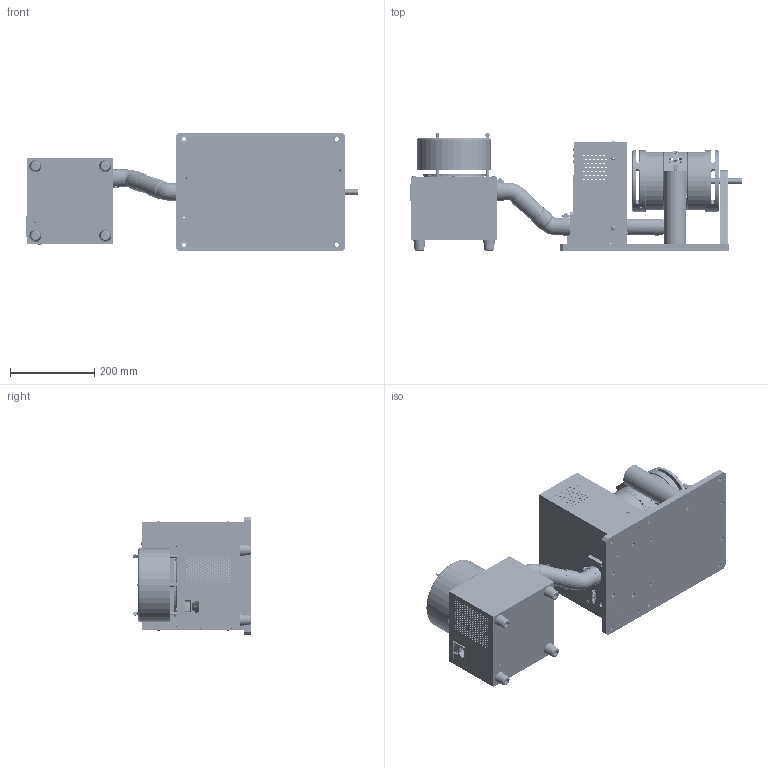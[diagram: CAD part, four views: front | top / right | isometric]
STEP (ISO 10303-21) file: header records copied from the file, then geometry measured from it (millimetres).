
FILE_DESCRIPTION (( 'STEP AP203' ), '1' );
FILE_NAME ('HD-715-XC1-0100_A.stp', '2022-07-15T14:54:33', ( '' ), ( '' ), 'SwSTEP 2.0', 'SolidWorks 2020', '' );
FILE_SCHEMA (( 'CONFIG_CONTROL_DESIGN' ));
Length unit declared in the file: millimetre
Products named in the file (1): HD-715-XC1-0100_A
Bounding box: 786.52 x 278.45 x 279.4 mm (x, y, z)
Surface area: 1503237.6 mm2 (no closed solid volume)
Topology: 0 solids, 219 shells, 1965 faces, 8800 edges, 6913 vertices
Faces by surface type: cylinder 1132, plane 648, torus 72, cone 67, bspline 38, sphere 8
Full cylindrical faces by diameter (mm): 1 x1, 1.016 x13, 2.778 x1, 2.8 x2, 3.8 x812, 4 x1, 4.039 x1, 4.064 x1, 4.242 x2, 4.3 x1, 4.75 x3, 4.763 x3, 5.563 x4, 5.74 x8, 6.342 x1, 6.345 x1, 6.35 x2, 6.655 x7, 6.858 x2, 7 x6, 7.239 x1, 7.937 x1, 7.938 x4, 8.3 x1, 8.331 x2, 8.433 x6, 8.458 x2, 8.636 x2, 8.763 x1, 9 x4
Entity records: 92615 total; most frequent: CARTESIAN_POINT 29204, DIRECTION 12689, ORIENTED_EDGE 9659, EDGE_CURVE 6841, VERTEX_POINT 6044, AXIS2_PLACEMENT_3D 5074, EDGE_LOOP 4949, CIRCLE 3147
